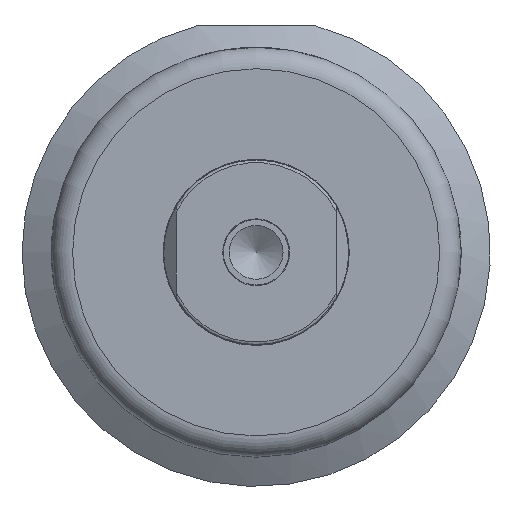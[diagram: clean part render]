
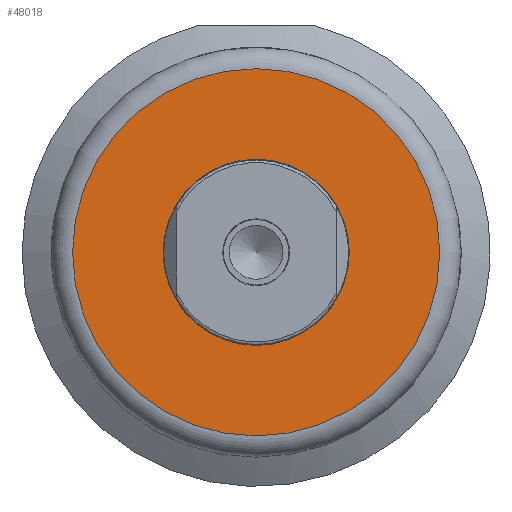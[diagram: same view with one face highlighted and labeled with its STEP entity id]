
A CAD part, left-side view. The second image highlights one B-rep face of the part: STEP entity #48018.
In plain terms, the highlighted planar face has unit normal (-1, 0, 0).
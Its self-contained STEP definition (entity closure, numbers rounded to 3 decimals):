
#47684=CARTESIAN_POINT('',(-140.,34.5,0.0));
#47685=VERTEX_POINT('',#47684);
#47686=CARTESIAN_POINT('',(-140.0,0.,0.0));
#47687=DIRECTION('',(1.0,0.0,0.0));
#47688=DIRECTION('',(0.0,-1.0,0.0));
#47689=AXIS2_PLACEMENT_3D('',#47686,#47687,#47688);
#47690=CIRCLE('',#47689,34.5);
#47691=EDGE_CURVE('',#47685,#47685,#47690,.T.);
#47999=CARTESIAN_POINT('',(-140.,28.,0.0));
#48000=DIRECTION('',(-1.0,0.0,0.0));
#48001=DIRECTION('',(0.0,0.0,1.0));
#48002=AXIS2_PLACEMENT_3D('',#47999,#48000,#48001);
#48003=PLANE('',#48002);
#48004=ORIENTED_EDGE('',*,*,#47691,.F.);
#48005=EDGE_LOOP('',(#48004));
#48006=FACE_OUTER_BOUND('',#48005,.T.);
#48007=CARTESIAN_POINT('',(-140.0,17.5,0.0));
#48008=VERTEX_POINT('',#48007);
#48009=CARTESIAN_POINT('',(-140.0,0.,0.0));
#48010=DIRECTION('',(1.0,0.0,0.0));
#48011=DIRECTION('',(0.0,1.0,0.0));
#48012=AXIS2_PLACEMENT_3D('',#48009,#48010,#48011);
#48013=CIRCLE('',#48012,17.5);
#48014=EDGE_CURVE('',#48008,#48008,#48013,.T.);
#48015=ORIENTED_EDGE('',*,*,#48014,.T.);
#48016=EDGE_LOOP('',(#48015));
#48017=FACE_BOUND('',#48016,.T.);
#48018=ADVANCED_FACE('',(#48006,#48017),#48003,.T.);
